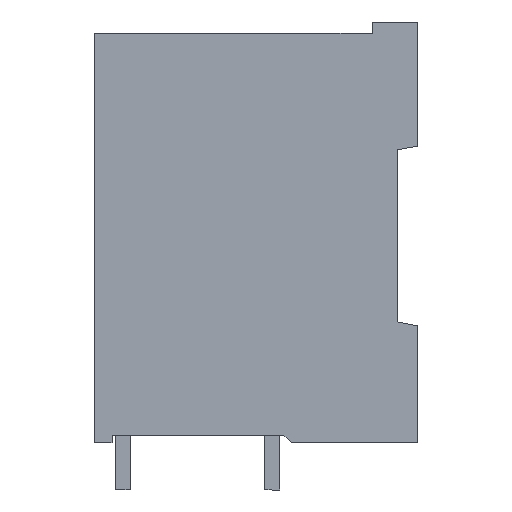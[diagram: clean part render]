
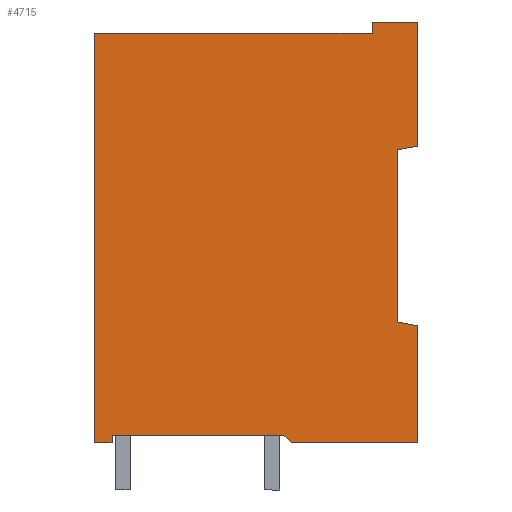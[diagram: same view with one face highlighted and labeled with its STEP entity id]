
A CAD part, left-side view. The second image highlights one B-rep face of the part: STEP entity #4715.
In plain terms, the highlighted planar face has unit normal (-1, 0, 0).
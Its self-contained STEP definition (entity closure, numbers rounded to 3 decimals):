
#4635=AXIS2_PLACEMENT_3D('Plane Axis2P3D',#4632,#4633,#4634) ;
#1679=CARTESIAN_POINT('Line Origine',(0.,0.7,23.277)) ;
#1683=CARTESIAN_POINT('Vertex',(0.,1.4,23.153)) ;
#1685=CARTESIAN_POINT('Vertex',(0.,0.,23.4)) ;
#2575=CARTESIAN_POINT('Line Origine',(0.,21.4,3.2)) ;
#2579=CARTESIAN_POINT('Vertex',(0.,22.,3.2)) ;
#2581=CARTESIAN_POINT('Vertex',(0.,20.8,3.2)) ;
#2626=CARTESIAN_POINT('Vertex',(0.,20.8,3.7)) ;
#2629=CARTESIAN_POINT('Line Origine',(0.,20.8,3.45)) ;
#2641=CARTESIAN_POINT('Line Origine',(0.,4.3,3.2)) ;
#2645=CARTESIAN_POINT('Vertex',(0.,8.6,3.2)) ;
#2647=CARTESIAN_POINT('Vertex',(0.,0.,3.2)) ;
#4632=CARTESIAN_POINT('Axis2P3D Location',(0.,22.,0.)) ;
#4637=CARTESIAN_POINT('Line Origine',(0.,11.,3.7)) ;
#4641=CARTESIAN_POINT('Vertex',(0.,9.1,3.7)) ;
#4645=CARTESIAN_POINT('Control Point',(0.,9.1,3.7)) ;
#4646=CARTESIAN_POINT('Control Point',(0.,8.6,3.2)) ;
#4648=CARTESIAN_POINT('Line Origine',(0.,0.,17.525)) ;
#4652=CARTESIAN_POINT('Vertex',(0.,0.,11.17)) ;
#4656=CARTESIAN_POINT('Control Point',(0.,0.,11.17)) ;
#4657=CARTESIAN_POINT('Control Point',(0.,1.4,11.439)) ;
#4658=CARTESIAN_POINT('Vertex',(0.,1.4,11.439)) ;
#4661=CARTESIAN_POINT('Line Origine',(0.,1.4,17.525)) ;
#4666=CARTESIAN_POINT('Line Origine',(0.,0.,17.525)) ;
#4670=CARTESIAN_POINT('Vertex',(0.,0.,31.85)) ;
#4673=CARTESIAN_POINT('Line Origine',(0.,11.,31.85)) ;
#4677=CARTESIAN_POINT('Vertex',(0.,3.1,31.85)) ;
#4680=CARTESIAN_POINT('Line Origine',(0.,3.1,17.525)) ;
#4684=CARTESIAN_POINT('Vertex',(0.,3.1,31.08)) ;
#4687=CARTESIAN_POINT('Line Origine',(0.,11.,31.08)) ;
#4691=CARTESIAN_POINT('Vertex',(0.,22.,31.08)) ;
#4694=CARTESIAN_POINT('Line Origine',(0.,22.,17.525)) ;
#1680=DIRECTION('Vector Direction',(0.,-0.985,0.174)) ;
#2576=DIRECTION('Vector Direction',(0.,-1.,0.)) ;
#2630=DIRECTION('Vector Direction',(0.,0.,-1.)) ;
#2642=DIRECTION('Vector Direction',(0.,-1.,0.)) ;
#4633=DIRECTION('Axis2P3D Direction',(-1.,0.,0.)) ;
#4634=DIRECTION('Axis2P3D XDirection',(0.,-1.,0.)) ;
#4638=DIRECTION('Vector Direction',(0.,-1.,0.)) ;
#4649=DIRECTION('Vector Direction',(0.,0.,1.)) ;
#4662=DIRECTION('Vector Direction',(0.,0.,1.)) ;
#4667=DIRECTION('Vector Direction',(0.,0.,1.)) ;
#4674=DIRECTION('Vector Direction',(0.,-1.,0.)) ;
#4681=DIRECTION('Vector Direction',(0.,0.,1.)) ;
#4688=DIRECTION('Vector Direction',(0.,-1.,0.)) ;
#4695=DIRECTION('Vector Direction',(0.,0.,1.)) ;
#1681=VECTOR('Line Direction',#1680,1.) ;
#2577=VECTOR('Line Direction',#2576,1.) ;
#2631=VECTOR('Line Direction',#2630,1.) ;
#2643=VECTOR('Line Direction',#2642,1.) ;
#4639=VECTOR('Line Direction',#4638,1.) ;
#4650=VECTOR('Line Direction',#4649,1.) ;
#4663=VECTOR('Line Direction',#4662,1.) ;
#4668=VECTOR('Line Direction',#4667,1.) ;
#4675=VECTOR('Line Direction',#4674,1.) ;
#4682=VECTOR('Line Direction',#4681,1.) ;
#4689=VECTOR('Line Direction',#4688,1.) ;
#4696=VECTOR('Line Direction',#4695,1.) ;
#4700=ORIENTED_EDGE('',*,*,#2583,.T.) ;
#4701=ORIENTED_EDGE('',*,*,#2633,.F.) ;
#4702=ORIENTED_EDGE('',*,*,#4643,.T.) ;
#4703=ORIENTED_EDGE('',*,*,#4647,.T.) ;
#4704=ORIENTED_EDGE('',*,*,#2649,.T.) ;
#4705=ORIENTED_EDGE('',*,*,#4654,.T.) ;
#4706=ORIENTED_EDGE('',*,*,#4660,.T.) ;
#4707=ORIENTED_EDGE('',*,*,#4665,.T.) ;
#4708=ORIENTED_EDGE('',*,*,#1687,.T.) ;
#4709=ORIENTED_EDGE('',*,*,#4672,.T.) ;
#4710=ORIENTED_EDGE('',*,*,#4679,.T.) ;
#4711=ORIENTED_EDGE('',*,*,#4686,.T.) ;
#4712=ORIENTED_EDGE('',*,*,#4693,.T.) ;
#4713=ORIENTED_EDGE('',*,*,#4698,.T.) ;
#4715=ADVANCED_FACE('Model',(#4714),#4636,.T.) ;
#4644=B_SPLINE_CURVE_WITH_KNOTS('',1,(#4645,#4646),.UNSPECIFIED.,.F.,.U.,(2,2),(-0.354,0.354),.UNSPECIFIED.) ;
#4655=B_SPLINE_CURVE_WITH_KNOTS('',1,(#4656,#4657),.UNSPECIFIED.,.F.,.U.,(2,2),(-0.713,0.713),.UNSPECIFIED.) ;
#1687=EDGE_CURVE('',#1684,#1686,#1682,.T.) ;
#2583=EDGE_CURVE('',#2580,#2582,#2578,.T.) ;
#2633=EDGE_CURVE('',#2627,#2582,#2632,.T.) ;
#2649=EDGE_CURVE('',#2646,#2648,#2644,.T.) ;
#4643=EDGE_CURVE('',#2627,#4642,#4640,.T.) ;
#4647=EDGE_CURVE('',#4642,#2646,#4644,.T.) ;
#4654=EDGE_CURVE('',#2648,#4653,#4651,.T.) ;
#4660=EDGE_CURVE('',#4653,#4659,#4655,.T.) ;
#4665=EDGE_CURVE('',#4659,#1684,#4664,.T.) ;
#4672=EDGE_CURVE('',#1686,#4671,#4669,.T.) ;
#4679=EDGE_CURVE('',#4671,#4678,#4676,.F.) ;
#4686=EDGE_CURVE('',#4678,#4685,#4683,.F.) ;
#4693=EDGE_CURVE('',#4685,#4692,#4690,.F.) ;
#4698=EDGE_CURVE('',#4692,#2580,#4697,.F.) ;
#4699=EDGE_LOOP('',(#4700,#4701,#4702,#4703,#4704,#4705,#4706,#4707,#4708,#4709,#4710,#4711,#4712,#4713)) ;
#4714=FACE_OUTER_BOUND('',#4699,.T.) ;
#1682=LINE('Line',#1679,#1681) ;
#2578=LINE('Line',#2575,#2577) ;
#2632=LINE('Line',#2629,#2631) ;
#2644=LINE('Line',#2641,#2643) ;
#4640=LINE('Line',#4637,#4639) ;
#4651=LINE('Line',#4648,#4650) ;
#4664=LINE('Line',#4661,#4663) ;
#4669=LINE('Line',#4666,#4668) ;
#4676=LINE('Line',#4673,#4675) ;
#4683=LINE('Line',#4680,#4682) ;
#4690=LINE('Line',#4687,#4689) ;
#4697=LINE('Line',#4694,#4696) ;
#4636=PLANE('',#4635) ;
#1684=VERTEX_POINT('',#1683) ;
#1686=VERTEX_POINT('',#1685) ;
#2580=VERTEX_POINT('',#2579) ;
#2582=VERTEX_POINT('',#2581) ;
#2627=VERTEX_POINT('',#2626) ;
#2646=VERTEX_POINT('',#2645) ;
#2648=VERTEX_POINT('',#2647) ;
#4642=VERTEX_POINT('',#4641) ;
#4653=VERTEX_POINT('',#4652) ;
#4659=VERTEX_POINT('',#4658) ;
#4671=VERTEX_POINT('',#4670) ;
#4678=VERTEX_POINT('',#4677) ;
#4685=VERTEX_POINT('',#4684) ;
#4692=VERTEX_POINT('',#4691) ;
